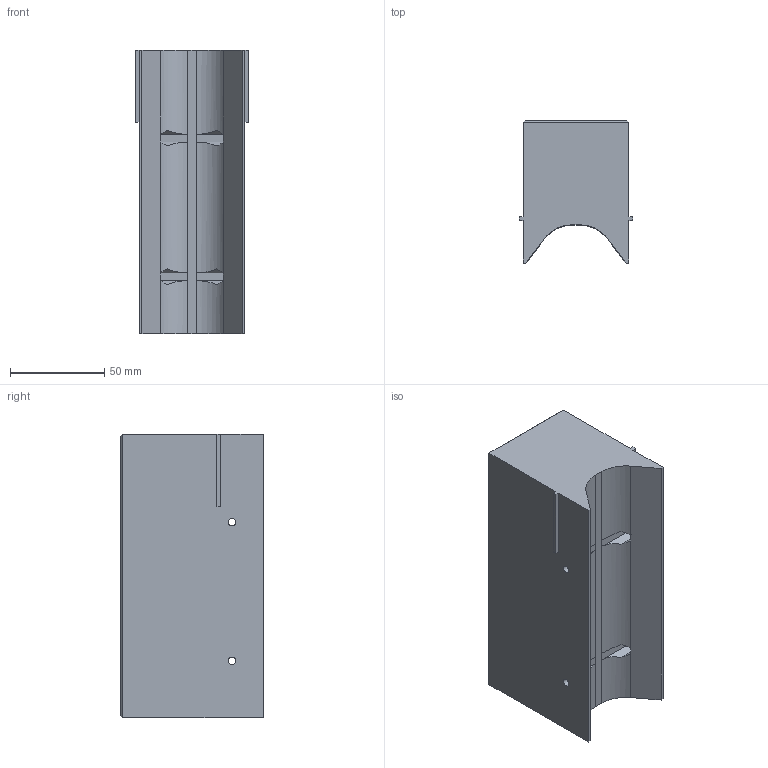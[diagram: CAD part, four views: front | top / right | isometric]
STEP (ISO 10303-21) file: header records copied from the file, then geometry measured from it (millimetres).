
FILE_DESCRIPTION(/* description */ (''),/* implementation_level */ '2;1');
FILE_NAME(/* name */ 'MT_case v1.step',/* time_stamp */ '2024-07-03T11:15:55+02:00',/* author */ (''),/* organization */ (''),/* preprocessor_version */ 'ST-DEVELOPER v20',/* originating_system */ 'Autodesk Translation Framework v13.14.0.145',/* authorisation */ '');
FILE_SCHEMA (('AUTOMOTIVE_DESIGN { 1 0 10303 214 3 1 1 }'));
Length unit declared in the file: millimetre
Products named in the file (1): MT_case
Bounding box: 60 x 75.69 x 150.5 mm (x, y, z)
Volume: 159474.4 mm3; surface area: 83574.7 mm2
Topology: 1 solids, 1 shells, 86 faces, 225 edges, 148 vertices
Faces by surface type: plane 76, cylinder 10
Full cylindrical faces by diameter (mm): 3 x4, 4 x4
Entity records: 2673 total; most frequent: CARTESIAN_POINT 460, ORIENTED_EDGE 450, DIRECTION 435, EDGE_CURVE 225, LINE 189, VECTOR 189, VERTEX_POINT 148, AXIS2_PLACEMENT_3D 123
